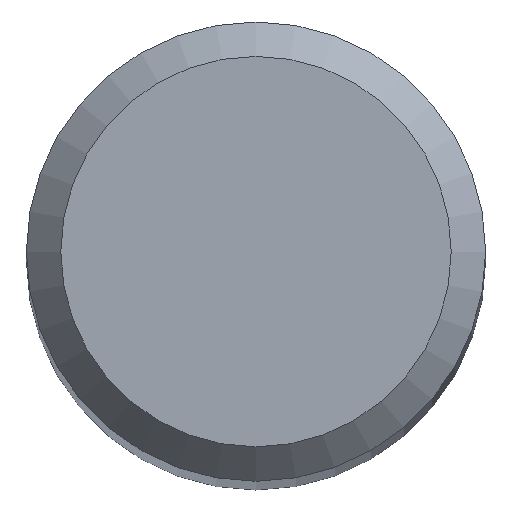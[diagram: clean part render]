
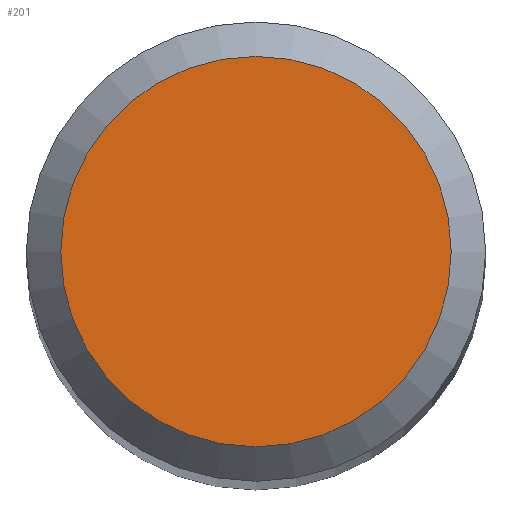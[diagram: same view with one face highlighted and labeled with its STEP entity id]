
A CAD part, top view. The second image highlights one B-rep face of the part: STEP entity #201.
In plain terms, the highlighted planar face has unit normal (0, 0, 1).
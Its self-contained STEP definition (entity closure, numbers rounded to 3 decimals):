
#12 = VERTEX_POINT ( 'NONE', #89 ) ;
#49 = PLANE ( 'NONE',  #124 ) ;
#51 = FACE_OUTER_BOUND ( 'NONE', #221, .T. ) ;
#63 = CIRCLE ( 'NONE', #133, 1.7 ) ;
#87 = CARTESIAN_POINT ( 'NONE',  ( 0., 0., 50. ) ) ;
#88 = CARTESIAN_POINT ( 'NONE',  ( 0., 0., 50. ) ) ;
#89 = CARTESIAN_POINT ( 'NONE',  ( 0., 1.7, 50. ) ) ;
#121 = DIRECTION ( 'NONE',  ( 0., 0., -1. ) ) ;
#124 = AXIS2_PLACEMENT_3D ( 'NONE', #88, #241, #199 ) ;
#133 = AXIS2_PLACEMENT_3D ( 'NONE', #87, #121, #203 ) ;
#149 = ORIENTED_EDGE ( 'NONE', *, *, #187, .F. ) ;
#187 = EDGE_CURVE ( 'NONE', #12, #12, #63, .T. ) ;
#199 = DIRECTION ( 'NONE',  ( 0., 1., 0. ) ) ;
#201 = ADVANCED_FACE ( 'NONE', ( #51 ), #49, .F. ) ;
#203 = DIRECTION ( 'NONE',  ( 0., 1., 0. ) ) ;
#221 = EDGE_LOOP ( 'NONE', ( #149 ) ) ;
#241 = DIRECTION ( 'NONE',  ( 0., 0., -1. ) ) ;
